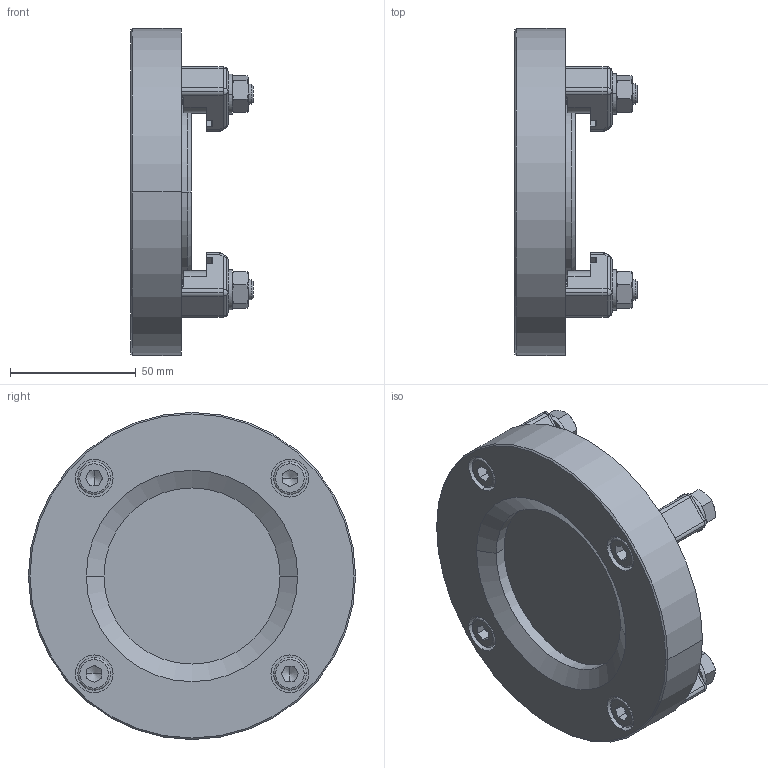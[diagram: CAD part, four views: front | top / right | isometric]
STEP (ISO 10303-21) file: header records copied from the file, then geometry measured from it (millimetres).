
FILE_DESCRIPTION(('FreeCAD Model'),'2;1');
FILE_NAME('ISO63SGV.step', '2022-02-04T10:20:49',('Author'),(''), 'Open CASCADE STEP processor 7.3','FreeCAD','Unknown');
FILE_SCHEMA(('AUTOMOTIVE_DESIGN { 1 0 10303 214 1 1 1 1 }'));
Length unit declared in the file: millimetre
Products named in the file (1): ISO63SGV
Bounding box: 48.5 x 130 x 130 mm (x, y, z)
Volume: 243737.7 mm3; surface area: 76956.1 mm2
Topology: 1 solids, 1 shells, 531 faces, 1314 edges, 792 vertices
Faces by surface type: cylinder 218, plane 174, cone 87, sphere 24, torus 14, bspline 14
Entity records: 40083 total; most frequent: CARTESIAN_POINT 15242, DIRECTION 4689, ORIENTED_EDGE 2564, PCURVE 2564, DEFINITIONAL_REPRESENTATION 2564, LINE 2237, VECTOR 2237, EDGE_CURVE 1282
